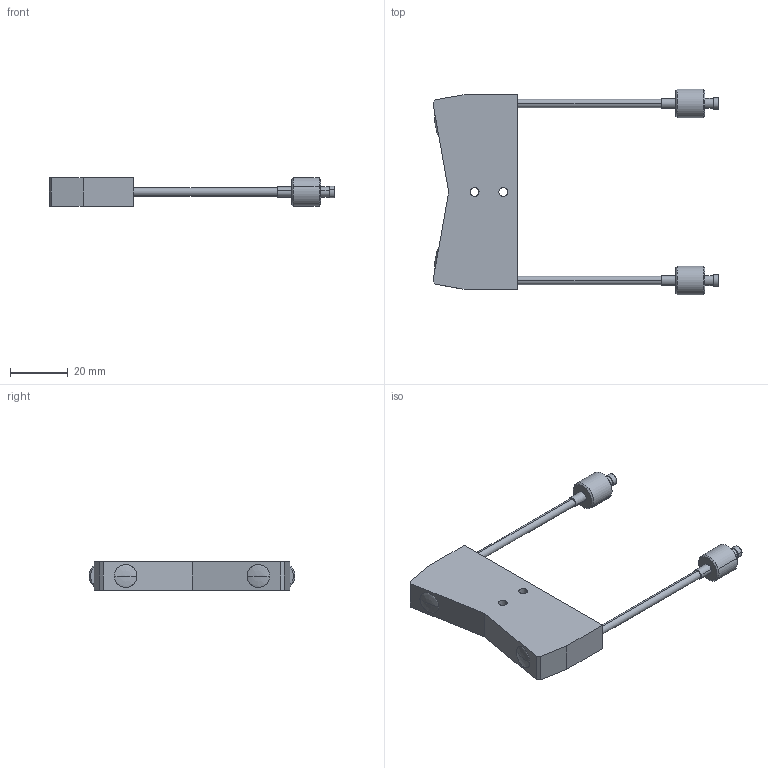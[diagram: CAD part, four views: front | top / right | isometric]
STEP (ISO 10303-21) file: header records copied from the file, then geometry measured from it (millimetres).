
FILE_DESCRIPTION (( 'STEP AP214' ), '1' );
FILE_NAME ('GPF-VD50-LF250-TS-2.0.STEP', '2017-11-17T11:02:08', ( '' ), ( '' ), 'SwSTEP 2.0', 'SolidWorks 2018', '' );
FILE_SCHEMA (( 'AUTOMOTIVE_DESIGN' ));
Length unit declared in the file: millimetre
Products named in the file (5): GPF-VD50-LF250-TS-2.0_HEAD2; GPF-VD50-LF250-TS-2.0_FIBER; GPF-VD50-LF250-TS-2.0; GPF-VD50-LF250-TS-2.0_LENS; GPF-VD50-LF250-TS-2.0_HEAD
Assembly tree (7 placements, depth 2):
  GPF-VD50-LF250-TS-2.0
    GPF-VD50-LF250-TS-2.0_HEAD
    GPF-VD50-LF250-TS-2.0_FIBER  x2
    GPF-VD50-LF250-TS-2.0_LENS  x2
    GPF-VD50-LF250-TS-2.0_HEAD2  x2
Bounding box: 99.45 x 71.59 x 10 mm (x, y, z)
Volume: 20390.3 mm3; surface area: 7986.6 mm2
Topology: 7 solids, 7 shells, 83 faces, 167 edges, 104 vertices
Faces by surface type: cylinder 36, plane 31, cone 12, bspline 4
Entity records: 1659 total; most frequent: DIRECTION 275, CARTESIAN_POINT 274, ORIENTED_EDGE 214, AXIS2_PLACEMENT_3D 110, EDGE_CURVE 107, VERTEX_POINT 69, EDGE_LOOP 62, LINE 55
